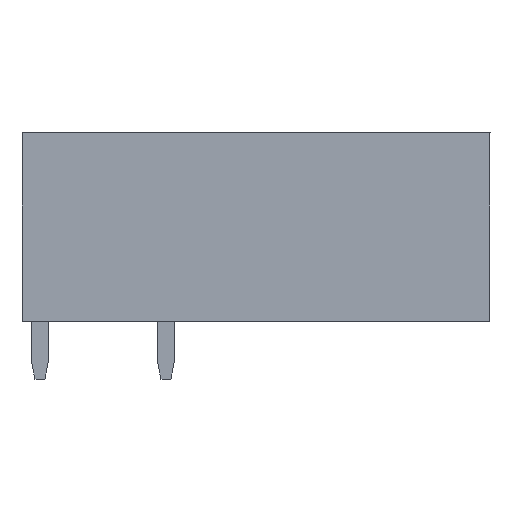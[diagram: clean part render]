
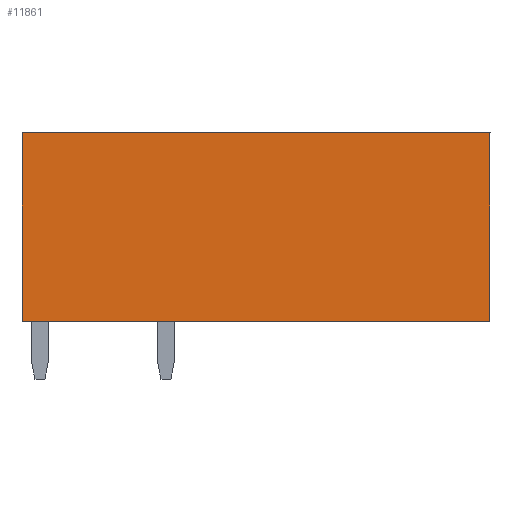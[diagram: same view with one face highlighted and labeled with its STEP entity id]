
A CAD part, left-side view. The second image highlights one B-rep face of the part: STEP entity #11861.
In plain terms, the highlighted planar face has unit normal (-1, 0, 0).
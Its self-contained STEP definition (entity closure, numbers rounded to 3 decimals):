
#11853=AXIS2_PLACEMENT_3D('Plane Axis2P3D',#11850,#11851,#11852) ;
#357=CARTESIAN_POINT('Vertex',(0.,28.3,3.5)) ;
#360=CARTESIAN_POINT('Line Origine',(0.,28.3,9.2)) ;
#364=CARTESIAN_POINT('Vertex',(0.,28.3,14.9)) ;
#732=CARTESIAN_POINT('Vertex',(0.,0.,3.5)) ;
#735=CARTESIAN_POINT('Line Origine',(0.,14.15,3.5)) ;
#968=CARTESIAN_POINT('Vertex',(0.,0.,14.9)) ;
#971=CARTESIAN_POINT('Line Origine',(0.,0.,9.2)) ;
#3345=CARTESIAN_POINT('Line Origine',(0.,14.15,14.9)) ;
#11850=CARTESIAN_POINT('Axis2P3D Location',(0.,0.,14.9)) ;
#361=DIRECTION('Vector Direction',(0.,0.,-1.)) ;
#736=DIRECTION('Vector Direction',(0.,1.,0.)) ;
#972=DIRECTION('Vector Direction',(0.,0.,-1.)) ;
#3346=DIRECTION('Vector Direction',(0.,1.,0.)) ;
#11851=DIRECTION('Axis2P3D Direction',(1.,-0.,0.)) ;
#11852=DIRECTION('Axis2P3D XDirection',(0.,0.,-1.)) ;
#362=VECTOR('Line Direction',#361,1.) ;
#737=VECTOR('Line Direction',#736,1.) ;
#973=VECTOR('Line Direction',#972,1.) ;
#3347=VECTOR('Line Direction',#3346,1.) ;
#11856=ORIENTED_EDGE('',*,*,#366,.T.) ;
#11857=ORIENTED_EDGE('',*,*,#739,.F.) ;
#11858=ORIENTED_EDGE('',*,*,#975,.F.) ;
#11859=ORIENTED_EDGE('',*,*,#3349,.T.) ;
#11861=ADVANCED_FACE('HOUSING',(#11860),#11854,.F.) ;
#366=EDGE_CURVE('',#365,#358,#363,.T.) ;
#739=EDGE_CURVE('',#733,#358,#738,.T.) ;
#975=EDGE_CURVE('',#969,#733,#974,.T.) ;
#3349=EDGE_CURVE('',#969,#365,#3348,.T.) ;
#11855=EDGE_LOOP('',(#11856,#11857,#11858,#11859)) ;
#11860=FACE_OUTER_BOUND('',#11855,.T.) ;
#363=LINE('Line',#360,#362) ;
#738=LINE('Line',#735,#737) ;
#974=LINE('Line',#971,#973) ;
#3348=LINE('Line',#3345,#3347) ;
#11854=PLANE('',#11853) ;
#358=VERTEX_POINT('',#357) ;
#365=VERTEX_POINT('',#364) ;
#733=VERTEX_POINT('',#732) ;
#969=VERTEX_POINT('',#968) ;
